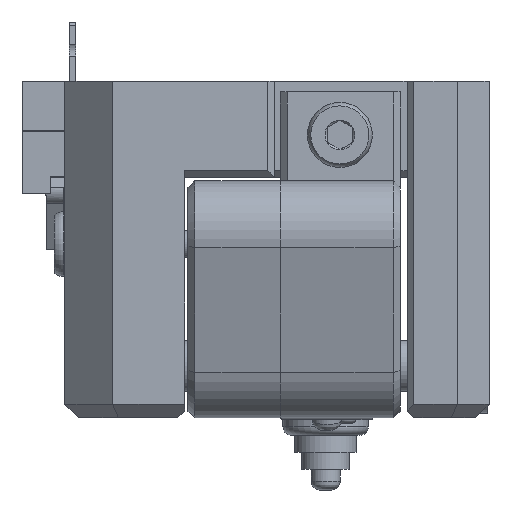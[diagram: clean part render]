
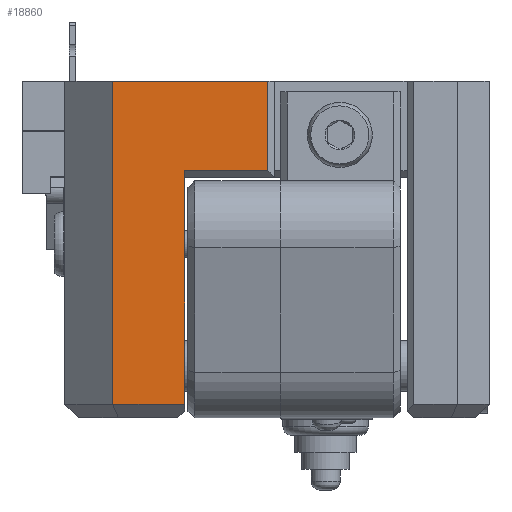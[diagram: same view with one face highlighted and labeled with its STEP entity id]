
A CAD part, left-side view. The second image highlights one B-rep face of the part: STEP entity #18860.
In plain terms, the highlighted planar face has unit normal (-1, 0, 0).
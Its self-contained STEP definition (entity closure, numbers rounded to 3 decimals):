
#712=PLANE('',#20415);
#1694=FACE_OUTER_BOUND('',#2884,.T.);
#2884=EDGE_LOOP('',(#14359,#14360,#14361,#14362,#14363,#14364));
#5099=LINE('',#33016,#6852);
#5188=LINE('',#33335,#6941);
#5190=LINE('',#33339,#6943);
#5191=LINE('',#33341,#6944);
#5192=LINE('',#33343,#6945);
#5193=LINE('',#33344,#6946);
#6852=VECTOR('',#22941,10.);
#6941=VECTOR('',#23132,10.);
#6943=VECTOR('',#23136,10.);
#6944=VECTOR('',#23137,10.);
#6945=VECTOR('',#23138,10.);
#6946=VECTOR('',#23139,10.);
#8698=VERTEX_POINT('',#33013);
#8699=VERTEX_POINT('',#33015);
#8811=VERTEX_POINT('',#33334);
#8812=VERTEX_POINT('',#33338);
#8813=VERTEX_POINT('',#33340);
#8814=VERTEX_POINT('',#33342);
#10712=EDGE_CURVE('',#8698,#8699,#5099,.T.);
#10845=EDGE_CURVE('',#8699,#8811,#5188,.T.);
#10847=EDGE_CURVE('',#8698,#8812,#5190,.T.);
#10848=EDGE_CURVE('',#8813,#8812,#5191,.T.);
#10849=EDGE_CURVE('',#8814,#8813,#5192,.T.);
#10850=EDGE_CURVE('',#8811,#8814,#5193,.T.);
#14359=ORIENTED_EDGE('',*,*,#10712,.F.);
#14360=ORIENTED_EDGE('',*,*,#10847,.T.);
#14361=ORIENTED_EDGE('',*,*,#10848,.F.);
#14362=ORIENTED_EDGE('',*,*,#10849,.F.);
#14363=ORIENTED_EDGE('',*,*,#10850,.F.);
#14364=ORIENTED_EDGE('',*,*,#10845,.F.);
#18860=ADVANCED_FACE('',(#1694),#712,.T.);
#20415=AXIS2_PLACEMENT_3D('',#33337,#23134,#23135);
#22941=DIRECTION('',(0.,1.,0.));
#23132=DIRECTION('',(0.,0.,1.));
#23134=DIRECTION('center_axis',(-1.,0.,0.));
#23135=DIRECTION('ref_axis',(0.,0.,
-1.));
#23136=DIRECTION('',(0.,0.,1.));
#23137=DIRECTION('',(0.,1.,0.));
#23138=DIRECTION('',(0.,0.,-1.));
#23139=DIRECTION('',(0.,-1.,0.));
#33013=CARTESIAN_POINT('',(-22.878,8.25,13.058));
#33015=CARTESIAN_POINT('',(-22.878,12.451,13.058));
#33016=CARTESIAN_POINT('',(-22.878,-3.95,13.058));
#33334=CARTESIAN_POINT('',(-22.878,12.451,31.945));
#33335=CARTESIAN_POINT('',(-22.878,12.451,23.759));
#33337=CARTESIAN_POINT('Origin',(-22.878,-3.75,24.917));
#33338=CARTESIAN_POINT('',(-22.878,8.25,26.715));
#33339=CARTESIAN_POINT('',(-22.878,8.25,21.702));
#33340=CARTESIAN_POINT('',(-22.878,3.384,26.715));
#33341=CARTESIAN_POINT('',(-22.878,-3.95,26.715));
#33342=CARTESIAN_POINT('',(-22.878,3.384,31.945));
#33343=CARTESIAN_POINT('',(-22.878,3.384,27.124));
#33344=CARTESIAN_POINT('',(-22.878,-3.75,31.945));
